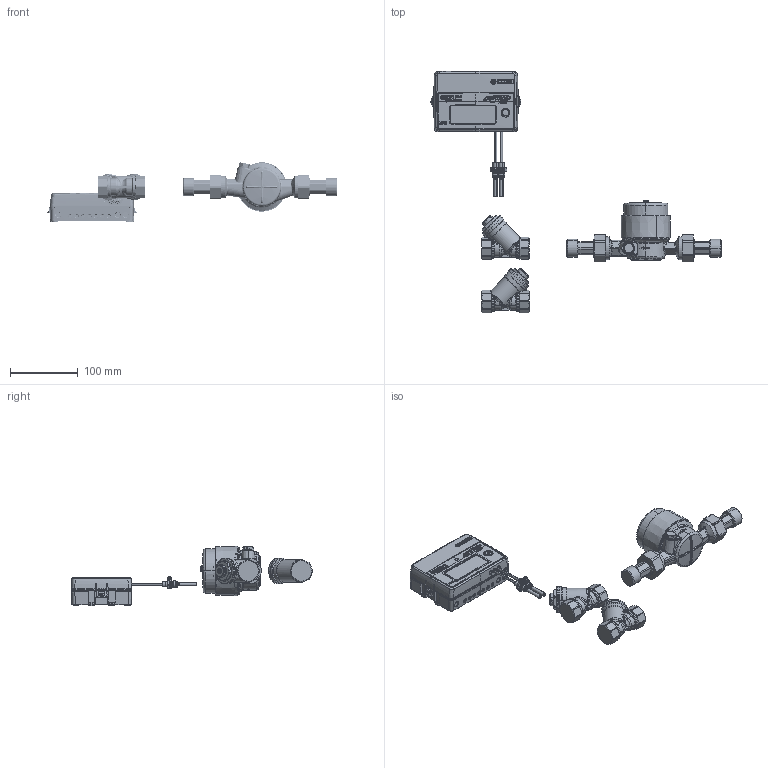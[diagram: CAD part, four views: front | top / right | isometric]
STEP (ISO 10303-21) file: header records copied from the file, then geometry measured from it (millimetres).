
FILE_DESCRIPTION(('CATIA V5 STEP Exchange'),'2;1');
FILE_NAME('STEP_750405_-_TST.stp','2019-04-10T12:59:38+00:00',('none'),('none'),'CATIA Version 5-6 Release 2016 SP4','CATIA V5 STEP AP203','none');
FILE_SCHEMA(('CONFIG_CONTROL_DESIGN'));
Products named in the file (1): 750405 - TST
Bounding box: 426.63 x 354.95 x 87.2 mm (x, y, z)
Volume: 731201 mm3; surface area: 230069 mm2
Topology: 12 solids, 95 shells, 5636 faces, 17103 edges, 11796 vertices
Faces by surface type: bspline 1566, plane 1355, cylinder 1231, cone 587, torus 574, sphere 198, extrusion 63, revolution 62
Entity records: 285519 total; most frequent: CARTESIAN_POINT 162319, ORIENTED_EDGE 28789, DIRECTION 14910, EDGE_CURVE 14714, VERTEX_POINT 9285, B_SPLINE_CURVE_WITH_KNOTS 7750, AXIS2_PLACEMENT_3D 6846, EDGE_LOOP 5986
